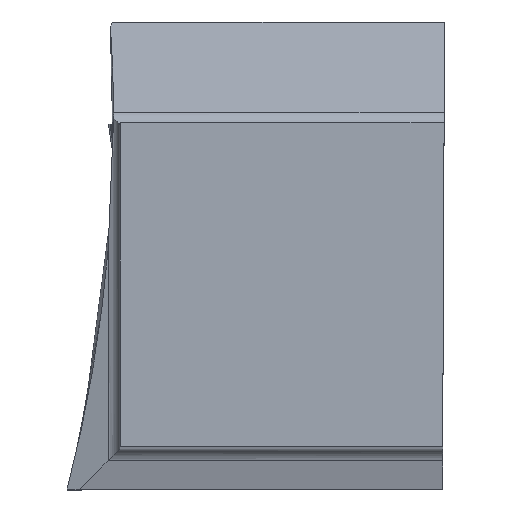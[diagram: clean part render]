
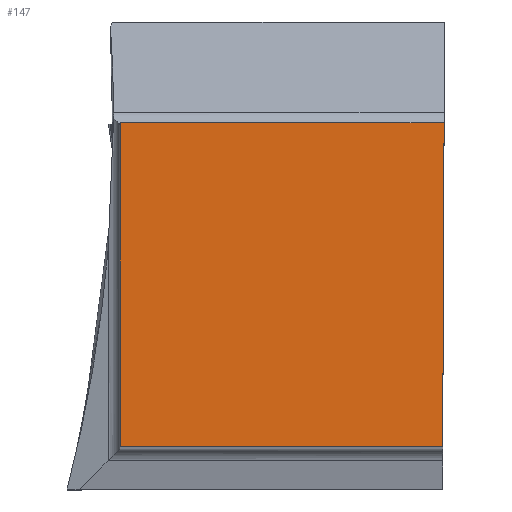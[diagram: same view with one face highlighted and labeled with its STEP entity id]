
A CAD part, top view. The second image highlights one B-rep face of the part: STEP entity #147.
In plain terms, the highlighted planar face has unit normal (0, 0, 1).
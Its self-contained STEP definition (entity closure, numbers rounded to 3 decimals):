
#114=PLANE('',#1185);
#147=ADVANCED_FACE('CU_BACK_SU1',(#220),#114,.F.);
#220=FACE_OUTER_BOUND('',#275,.T.);
#275=EDGE_LOOP('',(#568,#569,#570,#571));
#361=LINE('',#1705,#426);
#370=LINE('',#3690,#435);
#371=LINE('',#3692,#436);
#372=LINE('',#3694,#437);
#426=VECTOR('',#1301,1.);
#435=VECTOR('',#1328,1.);
#436=VECTOR('',#1329,1.);
#437=VECTOR('',#1330,1.);
#568=ORIENTED_EDGE('',*,*,#938,.T.);
#569=ORIENTED_EDGE('',*,*,#917,.T.);
#570=ORIENTED_EDGE('',*,*,#939,.T.);
#571=ORIENTED_EDGE('',*,*,#940,.F.);
#813=VERTEX_POINT('',#1704);
#814=VERTEX_POINT('',#1706);
#824=VERTEX_POINT('',#3691);
#825=VERTEX_POINT('',#3693);
#917=EDGE_CURVE('',#814,#813,#361,.T.);
#938=EDGE_CURVE('',#824,#814,#370,.T.);
#939=EDGE_CURVE('',#813,#825,#371,.T.);
#940=EDGE_CURVE('',#824,#825,#372,.T.);
#1185=AXIS2_PLACEMENT_3D('',#3695,#1331,#1332);
#1301=DIRECTION('',(0.004,1.,0.));
#1328=DIRECTION('',(1.,0.,0.));
#1329=DIRECTION('',(-1.,0.,0.));
#1330=DIRECTION('',(0.,1.,0.));
#1331=DIRECTION('',(0.,0.,-1.));
#1332=DIRECTION('',(0.,-1.,0.));
#1704=CARTESIAN_POINT('',(0.,31.623,0.));
#1705=CARTESIAN_POINT('',(0.088,51.726,0.));
#1706=CARTESIAN_POINT('',(-0.138,0.,0.));
#3690=CARTESIAN_POINT('',(23.581,0.,0.));
#3691=CARTESIAN_POINT('',(-31.623,0.,0.));
#3692=CARTESIAN_POINT('',(23.581,31.623,0.));
#3693=CARTESIAN_POINT('',(-31.623,31.623,0.));
#3694=CARTESIAN_POINT('',(-31.623,51.623,0.));
#3695=CARTESIAN_POINT('',(23.581,51.623,0.));
